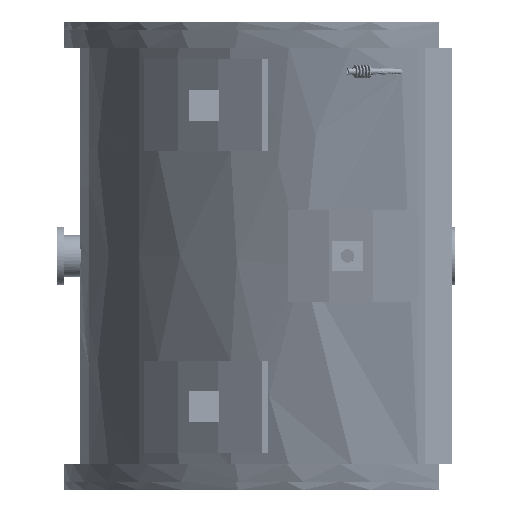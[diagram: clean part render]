
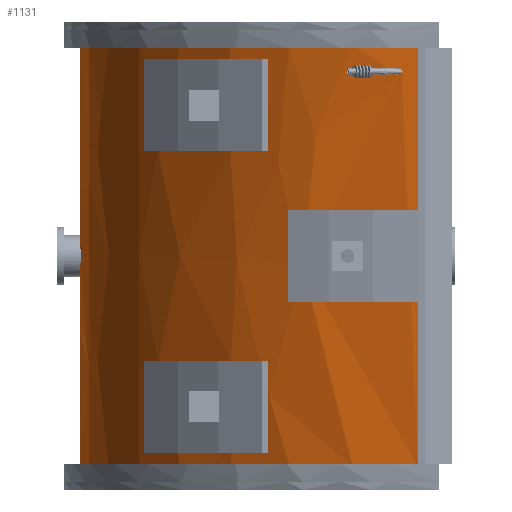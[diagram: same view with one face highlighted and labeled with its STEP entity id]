
A CAD part, front view. The second image highlights one B-rep face of the part: STEP entity #1131.
In plain terms, the highlighted free-form (B-spline) face has degree [2, 1] with [5, 2] control points.
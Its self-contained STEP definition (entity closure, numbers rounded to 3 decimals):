
#197=CARTESIAN_POINT('',(-1111.189,54.,-543.));
#198=VERTEX_POINT('',#197);
#204=CARTESIAN_POINT('',(-1111.189,54.,-543.));
#205=CARTESIAN_POINT('',(-1111.189,54.,-539.363));
#206=CARTESIAN_POINT('',(-1111.207,53.633,-535.734));
#207=CARTESIAN_POINT('',(-1111.293,51.81,-526.833));
#208=CARTESIAN_POINT('',(-1111.383,49.917,-521.694));
#209=CARTESIAN_POINT('',(-1111.69,42.695,-508.596));
#210=CARTESIAN_POINT('',(-1111.948,35.988,-501.631));
#211=CARTESIAN_POINT('',(-1112.272,23.037,-493.84));
#212=CARTESIAN_POINT('',(-1112.371,17.817,-491.717));
#213=CARTESIAN_POINT('',(-1112.491,7.019,-489.177));
#214=CARTESIAN_POINT('',(-1112.512,1.515,-488.743));
#215=CARTESIAN_POINT('',(-1112.474,-9.233,-489.533));
#216=CARTESIAN_POINT('',(-1112.418,-14.418,-490.693));
#217=CARTESIAN_POINT('',(-1112.212,-26.216,-495.222));
#218=CARTESIAN_POINT('',(-1112.039,-32.468,-499.229));
#219=CARTESIAN_POINT('',(-1111.66,-43.638,-510.137));
#220=CARTESIAN_POINT('',(-1111.461,-48.145,-517.187));
#221=CARTESIAN_POINT('',(-1111.249,-52.776,-530.265));
#222=CARTESIAN_POINT('',(-1111.198,-53.813,-535.814));
#223=CARTESIAN_POINT('',(-1111.182,-54.14,-547.018));
#224=CARTESIAN_POINT('',(-1111.217,-53.433,-552.604));
#225=CARTESIAN_POINT('',(-1111.361,-50.358,-563.254));
#226=CARTESIAN_POINT('',(-1111.466,-48.041,-568.262));
#227=CARTESIAN_POINT('',(-1111.765,-40.67,-579.382));
#228=CARTESIAN_POINT('',(-1111.971,-34.956,-584.902));
#229=CARTESIAN_POINT('',(-1112.296,-22.167,-592.758));
#230=CARTESIAN_POINT('',(-1112.416,-15.386,-595.255));
#231=CARTESIAN_POINT('',(-1112.51,-2.844,-597.208));
#232=CARTESIAN_POINT('',(-1112.51,2.721,-597.214));
#233=CARTESIAN_POINT('',(-1112.429,13.744,-595.523));
#234=CARTESIAN_POINT('',(-1112.347,19.129,-593.81));
#235=CARTESIAN_POINT('',(-1112.108,30.133,-588.307));
#236=CARTESIAN_POINT('',(-1111.942,35.502,-584.234));
#237=CARTESIAN_POINT('',(-1111.584,45.476,-573.242));
#238=CARTESIAN_POINT('',(-1111.4,49.52,-566.032));
#239=CARTESIAN_POINT('',(-1111.225,53.265,-553.26));
#240=CARTESIAN_POINT('',(-1111.189,54.,-548.144));
#241=CARTESIAN_POINT('',(-1111.189,54.,-543.));
#242=B_SPLINE_CURVE_WITH_KNOTS('',3,(#204,#205,#206,#207,#208,#209,#210,#211,#212,#213,#214,#215,#216,#217,#218,#219,#220,#221,#222,#223,#224,#225,#226,#227,#228,#229,#230,#231,#232,#233,#234,#235,#236,#237,#238,#239,#240,#241),.UNSPECIFIED.,.T.,.U.,(4,2,2,2,2,2,2,2,2,2,2,2,2,2,2,2,2,2,4),(0.0,0.032,0.08,0.164,0.213,0.262,0.308,0.373,0.446,0.495,0.545,0.593,0.662,0.725,0.774,0.824,0.883,0.955,1.0),.UNSPECIFIED.);
#243=EDGE_CURVE('',#198,#198,#242,.T.);
#754=CARTESIAN_POINT('',(-232.,-1088.041,5.));
#755=VERTEX_POINT('',#754);
#756=CARTESIAN_POINT('',(-786.656,786.656,5.));
#757=VERTEX_POINT('',#756);
#758=CARTESIAN_POINT('',(-232.,-1088.041,5.));
#759=CARTESIAN_POINT('',(-879.08,-950.065,5.));
#760=CARTESIAN_POINT('',(-1066.788,-315.625,5.));
#761=CARTESIAN_POINT('',(-1254.497,318.816,5.));
#762=CARTESIAN_POINT('',(-786.656,786.656,5.));
#770=(BOUNDED_CURVE()B_SPLINE_CURVE(2,(#758,#759,#760,#761,#762),.UNSPECIFIED.,.F.,.U.)B_SPLINE_CURVE_WITH_KNOTS((3,2,3),(0.0,1.207,2.415),.UNSPECIFIED.)CURVE()GEOMETRIC_REPRESENTATION_ITEM()RATIONAL_B_SPLINE_CURVE((1.0,0.859,1.0,0.859,1.0))REPRESENTATION_ITEM(''));
#771=EDGE_CURVE('',#755,#757,#770,.T.);
#834=CARTESIAN_POINT('',(-786.656,786.656,-1091.0));
#835=VERTEX_POINT('',#834);
#841=CARTESIAN_POINT('',(-786.656,786.656,-1091.0));
#842=CARTESIAN_POINT('',(-786.656,786.656,5.));
#843=B_SPLINE_CURVE_WITH_KNOTS('',1,(#841,#842),.UNSPECIFIED.,.F.,.U.,(2,2),(0.0,156.571),.UNSPECIFIED.);
#844=EDGE_CURVE('',#835,#757,#843,.T.);
#1024=CARTESIAN_POINT('',(-232.,-1088.041,-1091.0));
#1025=VERTEX_POINT('',#1024);
#1033=CARTESIAN_POINT('',(-232.,-1088.041,5.));
#1034=CARTESIAN_POINT('',(-232.,-1088.041,-1091.0));
#1035=B_SPLINE_CURVE_WITH_KNOTS('',1,(#1033,#1034),.UNSPECIFIED.,.F.,.U.,(2,2),(0.0,133.966),.UNSPECIFIED.);
#1036=EDGE_CURVE('',#755,#1025,#1035,.T.);
#1047=CARTESIAN_POINT('',(-786.656,786.656,-1091.0));
#1048=CARTESIAN_POINT('',(-1254.497,318.816,-1091.0));
#1049=CARTESIAN_POINT('',(-1066.788,-315.625,-1091.0));
#1050=CARTESIAN_POINT('',(-879.08,-950.065,-1091.0));
#1051=CARTESIAN_POINT('',(-232.,-1088.041,-1091.0));
#1059=(BOUNDED_CURVE()B_SPLINE_CURVE(2,(#1047,#1048,#1049,#1050,#1051),.UNSPECIFIED.,.F.,.U.)B_SPLINE_CURVE_WITH_KNOTS((3,2,3),(0.0,1.207,2.415),.UNSPECIFIED.)CURVE()GEOMETRIC_REPRESENTATION_ITEM()RATIONAL_B_SPLINE_CURVE((1.0,0.859,1.0,0.859,1.0))REPRESENTATION_ITEM(''));
#1060=EDGE_CURVE('',#835,#1025,#1059,.T.);
#1069=CARTESIAN_POINT('',(-786.656,786.656,-1091.0));
#1070=CARTESIAN_POINT('',(-1254.497,318.816,-1091.0));
#1071=CARTESIAN_POINT('',(-1066.788,-315.625,-1091.0));
#1072=CARTESIAN_POINT('',(-879.08,-950.065,-1091.0));
#1073=CARTESIAN_POINT('',(-232.,-1088.041,-1091.0));
#1074=CARTESIAN_POINT('',(-786.656,786.656,5.));
#1075=CARTESIAN_POINT('',(-1254.497,318.816,5.));
#1076=CARTESIAN_POINT('',(-1066.788,-315.625,5.));
#1077=CARTESIAN_POINT('',(-879.08,-950.065,5.));
#1078=CARTESIAN_POINT('',(-232.,-1088.041,5.));
#1086=(BOUNDED_SURFACE()B_SPLINE_SURFACE(2,1,((#1069,#1074),(#1070,#1075),(#1071,#1076),(#1072,#1077),(#1073,#1078)),.UNSPECIFIED.,.F.,.F.,.U.)B_SPLINE_SURFACE_WITH_KNOTS((3,2,3),(2,2),(0.0,1.207,2.415),(0.0,1.0),.UNSPECIFIED.)GEOMETRIC_REPRESENTATION_ITEM()RATIONAL_B_SPLINE_SURFACE(((1.0,1.0),(0.859,0.859),(1.0,1.0),(0.859,0.859),(1.0,1.0)))REPRESENTATION_ITEM('')SURFACE());
#1087=ORIENTED_EDGE('',*,*,#1060,.T.);
#1088=ORIENTED_EDGE('',*,*,#1036,.F.);
#1089=ORIENTED_EDGE('',*,*,#771,.T.);
#1090=ORIENTED_EDGE('',*,*,#844,.F.);
#1091=EDGE_LOOP('',(#1087,#1088,#1089,#1090));
#1092=FACE_OUTER_BOUND('',#1091,.T.);
#1093=CARTESIAN_POINT('',(-298.64,-1071.667,-62.));
#1094=VERTEX_POINT('',#1093);
#1095=CARTESIAN_POINT('',(-298.64,-1071.667,-62.));
#1096=CARTESIAN_POINT('',(-298.64,-1071.667,-60.415));
#1097=CARTESIAN_POINT('',(-297.868,-1071.883,-59.009));
#1098=CARTESIAN_POINT('',(-296.089,-1072.375,-57.219));
#1099=CARTESIAN_POINT('',(-295.303,-1072.592,-56.654));
#1100=CARTESIAN_POINT('',(-293.488,-1073.09,-55.623));
#1101=CARTESIAN_POINT('',(-292.404,-1073.386,-55.184));
#1102=CARTESIAN_POINT('',(-288.467,-1074.454,-54.));
#1103=CARTESIAN_POINT('',(-285.291,-1075.302,-53.807));
#1104=CARTESIAN_POINT('',(-280.087,-1076.668,-54.477));
#1105=CARTESIAN_POINT('',(-277.688,-1077.288,-55.148));
#1106=CARTESIAN_POINT('',(-274.259,-1078.165,-57.123));
#1107=CARTESIAN_POINT('',(-272.863,-1078.519,-58.28));
#1108=CARTESIAN_POINT('',(-271.371,-1078.895,-61.289));
#1109=CARTESIAN_POINT('',(-271.402,-1078.887,-62.867));
#1110=CARTESIAN_POINT('',(-272.582,-1078.589,-65.101));
#1111=CARTESIAN_POINT('',(-273.148,-1078.447,-65.767));
#1112=CARTESIAN_POINT('',(-275.215,-1077.922,-67.629));
#1113=CARTESIAN_POINT('',(-277.097,-1077.44,-68.516));
#1114=CARTESIAN_POINT('',(-281.624,-1076.268,-69.915));
#1115=CARTESIAN_POINT('',(-284.638,-1075.475,-70.168));
#1116=CARTESIAN_POINT('',(-289.564,-1074.157,-69.687));
#1117=CARTESIAN_POINT('',(-291.759,-1073.563,-69.161));
#1118=CARTESIAN_POINT('',(-295.102,-1072.648,-67.544));
#1119=CARTESIAN_POINT('',(-296.502,-1072.261,-66.578));
#1120=CARTESIAN_POINT('',(-298.184,-1071.794,-64.332));
#1121=CARTESIAN_POINT('',(-298.64,-1071.667,-63.215));
#1122=CARTESIAN_POINT('',(-298.64,-1071.667,-62.));
#1123=B_SPLINE_CURVE_WITH_KNOTS('',3,(#1095,#1096,#1097,#1098,#1099,#1100,#1101,#1102,#1103,#1104,#1105,#1106,#1107,#1108,#1109,#1110,#1111,#1112,#1113,#1114,#1115,#1116,#1117,#1118,#1119,#1120,#1121,#1122),.UNSPECIFIED.,.T.,.U.,(4,2,2,2,2,2,2,2,2,2,2,2,2,4),(0.0,0.069,0.111,0.162,0.295,0.397,0.469,0.54,0.576,0.66,0.785,0.88,0.949,1.0),.UNSPECIFIED.);
#1124=EDGE_CURVE('',#1094,#1094,#1123,.T.);
#1125=ORIENTED_EDGE('',*,*,#1124,.T.);
#1126=EDGE_LOOP('',(#1125));
#1127=FACE_BOUND('',#1126,.T.);
#1128=ORIENTED_EDGE('',*,*,#243,.T.);
#1129=EDGE_LOOP('',(#1128));
#1130=FACE_BOUND('',#1129,.T.);
#1131=ADVANCED_FACE('',(#1092,#1127,#1130),#1086,.T.);
